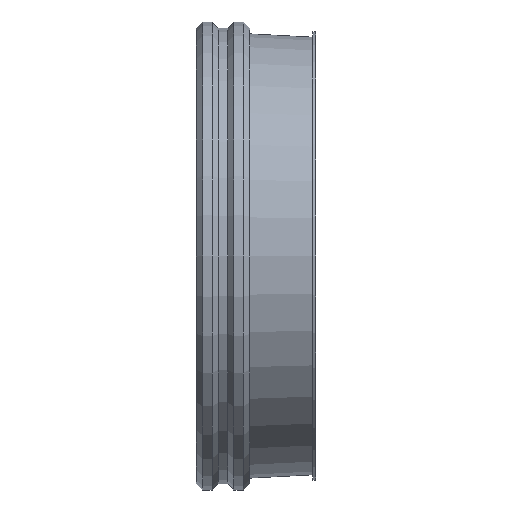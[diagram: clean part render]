
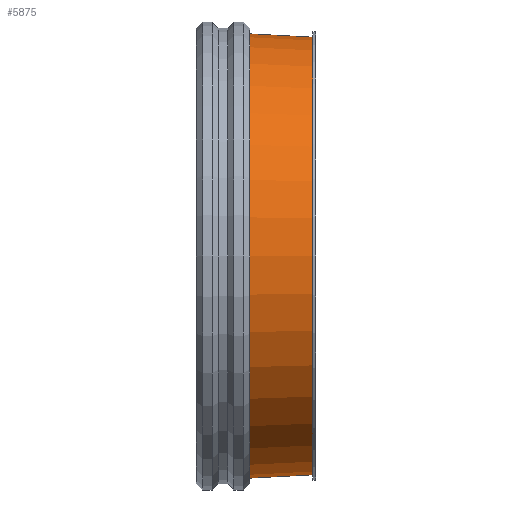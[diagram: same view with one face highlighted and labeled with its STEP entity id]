
A CAD part, left-side view. The second image highlights one B-rep face of the part: STEP entity #5875.
In plain terms, the highlighted conical face has half-angle 3 degrees and reference radius 153.36 mm.
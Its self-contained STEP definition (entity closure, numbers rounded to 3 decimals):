
#25=CONICAL_SURFACE('',#6282,153.36,0.052);
#827=LINE('',#13844,#1262);
#1262=VECTOR('',#7505,153.36);
#1669=FACE_OUTER_BOUND('',#2036,.T.);
#2036=EDGE_LOOP('',(#5394,#5395,#5396,#5397));
#2038=CIRCLE('',#5892,152.417);
#2230=CIRCLE('',#6281,154.722);
#2232=VERTEX_POINT('',#7510);
#2802=VERTEX_POINT('',#13841);
#2804=EDGE_CURVE('',#2232,#2232,#2038,.T.);
#3666=EDGE_CURVE('',#2802,#2802,#2230,.T.);
#3667=EDGE_CURVE('',#2802,#2232,#827,.T.);
#5394=ORIENTED_EDGE('',*,*,#3666,.T.);
#5395=ORIENTED_EDGE('',*,*,#3667,.T.);
#5396=ORIENTED_EDGE('',*,*,#2804,.T.);
#5397=ORIENTED_EDGE('',*,*,#3667,.F.);
#5875=ADVANCED_FACE('',(#1669),#25,.T.);
#5892=AXIS2_PLACEMENT_3D('',#7511,#6289,#6290);
#6281=AXIS2_PLACEMENT_3D('',#13842,#7501,#7502);
#6282=AXIS2_PLACEMENT_3D('',#13843,#7503,#7504);
#6289=DIRECTION('center_axis',(0.,1.,0.));
#6290=DIRECTION('ref_axis',(1.,0.,0.));
#7501=DIRECTION('center_axis',(0.,-1.,0.));
#7502=DIRECTION('ref_axis',(1.,0.,0.));
#7503=DIRECTION('center_axis',(0.,1.,0.));
#7504=DIRECTION('ref_axis',(1.,0.,0.));
#7505=DIRECTION('',(0.052,-0.999,0.));
#7510=CARTESIAN_POINT('',(-152.417,8.,0.));
#7511=CARTESIAN_POINT('Origin',(0.,8.,0.));
#13841=CARTESIAN_POINT('',(-154.722,52.,0.));
#13842=CARTESIAN_POINT('Origin',(0.,52.,0.));
#13843=CARTESIAN_POINT('Origin',(0.,26.,0.));
#13844=CARTESIAN_POINT('',(-153.36,26.,0.));
